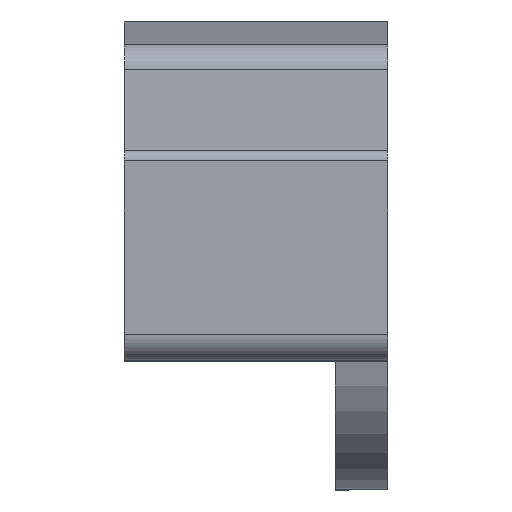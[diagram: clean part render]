
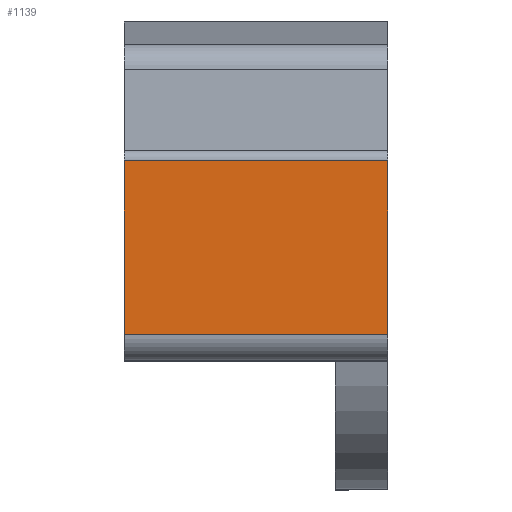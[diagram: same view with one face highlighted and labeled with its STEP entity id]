
A CAD part, front view. The second image highlights one B-rep face of the part: STEP entity #1139.
In plain terms, the highlighted planar face has unit normal (0, -1, 0).
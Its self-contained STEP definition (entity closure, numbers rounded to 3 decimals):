
#1119=AXIS2_PLACEMENT_3D('Plane Axis2P3D',#1116,#1117,#1118) ;
#210=CARTESIAN_POINT('Vertex',(0.,0.,2.95)) ;
#213=CARTESIAN_POINT('Line Origine',(0.,0.,4.6)) ;
#217=CARTESIAN_POINT('Vertex',(0.,0.,6.25)) ;
#1096=CARTESIAN_POINT('Line Origine',(3.11,0.,2.95)) ;
#1100=CARTESIAN_POINT('Vertex',(5.,0.,2.95)) ;
#1116=CARTESIAN_POINT('Axis2P3D Location',(0.,0.,6.25)) ;
#1121=CARTESIAN_POINT('Line Origine',(2.5,0.,6.25)) ;
#1125=CARTESIAN_POINT('Vertex',(5.,0.,6.25)) ;
#1128=CARTESIAN_POINT('Line Origine',(5.,0.,4.6)) ;
#214=DIRECTION('Vector Direction',(0.,0.,-1.)) ;
#1097=DIRECTION('Vector Direction',(-1.,0.,0.)) ;
#1117=DIRECTION('Axis2P3D Direction',(0.,-1.,0.)) ;
#1118=DIRECTION('Axis2P3D XDirection',(0.,0.,-1.)) ;
#1122=DIRECTION('Vector Direction',(1.,0.,0.)) ;
#1129=DIRECTION('Vector Direction',(0.,0.,-1.)) ;
#215=VECTOR('Line Direction',#214,1.) ;
#1098=VECTOR('Line Direction',#1097,1.) ;
#1123=VECTOR('Line Direction',#1122,1.) ;
#1130=VECTOR('Line Direction',#1129,1.) ;
#1134=ORIENTED_EDGE('',*,*,#1127,.F.) ;
#1135=ORIENTED_EDGE('',*,*,#219,.F.) ;
#1136=ORIENTED_EDGE('',*,*,#1102,.T.) ;
#1137=ORIENTED_EDGE('',*,*,#1132,.F.) ;
#1139=ADVANCED_FACE('SCHUTZKAPPE',(#1138),#1120,.T.) ;
#219=EDGE_CURVE('',#211,#218,#216,.F.) ;
#1102=EDGE_CURVE('',#211,#1101,#1099,.F.) ;
#1127=EDGE_CURVE('',#218,#1126,#1124,.T.) ;
#1132=EDGE_CURVE('',#1126,#1101,#1131,.T.) ;
#1133=EDGE_LOOP('',(#1134,#1135,#1136,#1137)) ;
#1138=FACE_OUTER_BOUND('',#1133,.T.) ;
#216=LINE('Line',#213,#215) ;
#1099=LINE('Line',#1096,#1098) ;
#1124=LINE('Line',#1121,#1123) ;
#1131=LINE('Line',#1128,#1130) ;
#1120=PLANE('',#1119) ;
#211=VERTEX_POINT('',#210) ;
#218=VERTEX_POINT('',#217) ;
#1101=VERTEX_POINT('',#1100) ;
#1126=VERTEX_POINT('',#1125) ;
